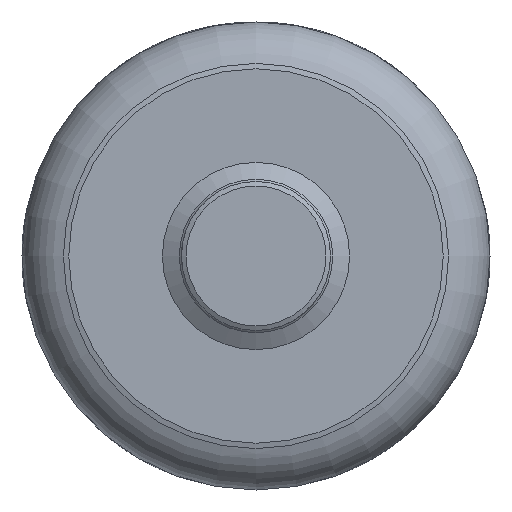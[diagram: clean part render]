
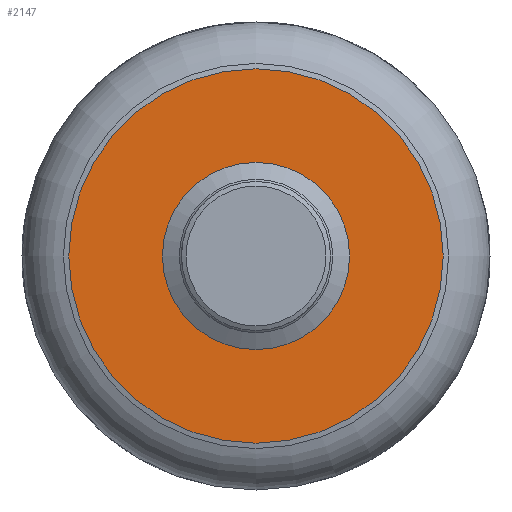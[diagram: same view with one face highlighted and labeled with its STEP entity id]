
A CAD part, front view. The second image highlights one B-rep face of the part: STEP entity #2147.
In plain terms, the highlighted planar face has unit normal (0, -1, 0).
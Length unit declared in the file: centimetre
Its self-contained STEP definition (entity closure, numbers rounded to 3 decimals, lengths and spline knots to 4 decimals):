
#78=PLANE($,#2351);
#422=FACE_BOUND($,#687,.T.);
#502=FACE_OUTER_BOUND($,#686,.T.);
#686=EDGE_LOOP($,(#1602));
#687=EDGE_LOOP($,(#1603));
#944=CIRCLE($,#2352,0.6);
#945=CIRCLE($,#2353,0.3);
#1103=VERTEX_POINT($,#3891);
#1104=VERTEX_POINT($,#3893);
#1320=EDGE_CURVE($,#1103,#1103,#944,.T.);
#1321=EDGE_CURVE($,#1104,#1104,#945,.T.);
#1602=ORIENTED_EDGE($,*,*,#1320,.T.);
#1603=ORIENTED_EDGE($,*,*,#1321,.F.);
#2147=ADVANCED_FACE($,(#502,#422),#78,.T.);
#2351=AXIS2_PLACEMENT_3D($,#3890,#2703,#2704);
#2352=AXIS2_PLACEMENT_3D($,#3892,#2705,#2706);
#2353=AXIS2_PLACEMENT_3D($,#3894,#2707,#2708);
#2703=DIRECTION('center_axis',(0.,-1.,0.));
#2704=DIRECTION('ref_axis',(0.,0.,-1.));
#2705=DIRECTION('center_axis',(0.,-1.,0.));
#2706=DIRECTION('ref_axis',(0.,0.,-1.));
#2707=DIRECTION('center_axis',(0.,-1.,0.));
#2708=DIRECTION('ref_axis',(0.,0.,-1.));
#3890=CARTESIAN_POINT('Origin',(0.6,-0.3464,0.));
#3891=CARTESIAN_POINT('',(0.,-0.3464,-0.6));
#3892=CARTESIAN_POINT('Origin',(0.,-0.3464,0.));
#3893=CARTESIAN_POINT('',(0.,-0.3464,-0.3));
#3894=CARTESIAN_POINT('Origin',(0.,-0.3464,0.));
